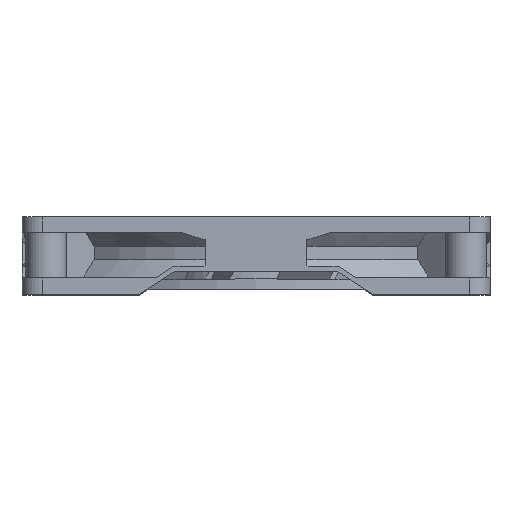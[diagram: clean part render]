
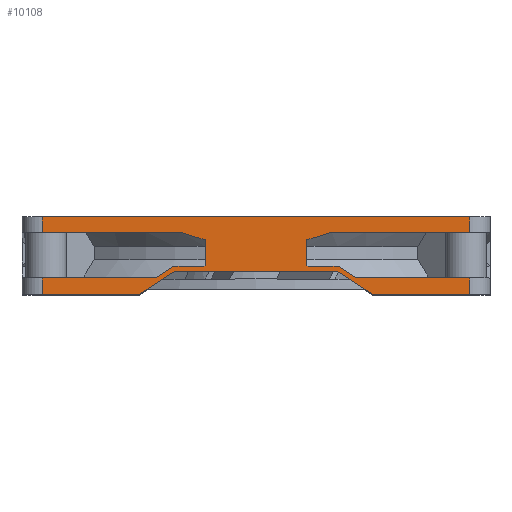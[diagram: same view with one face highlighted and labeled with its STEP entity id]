
A CAD part, top view. The second image highlights one B-rep face of the part: STEP entity #10108.
In plain terms, the highlighted planar face has unit normal (0, 0, 1).
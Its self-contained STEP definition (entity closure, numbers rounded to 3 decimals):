
#971=CARTESIAN_POINT('',(-10.,-1.522,46.));
#999=CARTESIAN_POINT('',(-10.325,-6.7,46.));
#1000=CARTESIAN_POINT('',(-10.289,-6.691,46.));
#1001=CARTESIAN_POINT('',(-10.217,-6.673,46.));
#1002=CARTESIAN_POINT('',(-10.109,-6.646,46.));
#1003=CARTESIAN_POINT('',(-10.036,-6.628,46.));
#1004=CARTESIAN_POINT('',(-10.,-6.619,46.));
#1006=DIRECTION('',(0.,1.,0.));
#1007=VECTOR('',#1006,5.097);
#1008=CARTESIAN_POINT('',(-10.,-6.619,46.));
#1009=LINE('',#1008,#1007);
#1010=CARTESIAN_POINT('',(-10.,-1.522,46.));
#1011=CARTESIAN_POINT('',(-10.557,-1.382,46.));
#1012=CARTESIAN_POINT('',(-11.662,-1.08,46.));
#1013=CARTESIAN_POINT('',(-13.293,-0.571,46.));
#1014=CARTESIAN_POINT('',(-14.367,-0.196,46.));
#1015=CARTESIAN_POINT('',(-14.901,0.,46.));
#1017=DIRECTION('',(-1.,0.,0.));
#1018=VECTOR('',#1017,27.099);
#1019=CARTESIAN_POINT('',(-14.901,0.,46.));
#1020=LINE('',#1019,#1018);
#1021=DIRECTION('',(1.,0.,0.));
#1022=VECTOR('',#1021,84.);
#1023=CARTESIAN_POINT('',(-42.,3.,46.));
#1024=LINE('',#1023,#1022);
#1025=DIRECTION('',(0.841,-0.541,0.));
#1026=VECTOR('',#1025,4.253);
#1027=CARTESIAN_POINT('',(16.136,-6.7,46.));
#1028=LINE('',#1027,#1026);
#1029=DIRECTION('',(-0.841,0.541,0.));
#1030=VECTOR('',#1029,8.322);
#1031=CARTESIAN_POINT('',(23.,-12.2,46.));
#1032=LINE('',#1031,#1030);
#1033=DIRECTION('',(-0.841,-0.541,0.));
#1034=VECTOR('',#1033,8.322);
#1035=CARTESIAN_POINT('',(-16.,-7.7,46.));
#1036=LINE('',#1035,#1034);
#1037=DIRECTION('',(0.841,0.541,0.));
#1038=VECTOR('',#1037,4.253);
#1039=CARTESIAN_POINT('',(-19.714,-9.,46.));
#1040=LINE('',#1039,#1038);
#1041=DIRECTION('',(0.,-1.,0.));
#1042=VECTOR('',#1041,3.);
#1043=CARTESIAN_POINT('',(-42.,3.,46.));
#1044=LINE('',#1043,#1042);
#2718=DIRECTION('',(1.,0.,0.));
#2719=VECTOR('',#2718,32.);
#2720=CARTESIAN_POINT('',(-16.,-7.7,46.));
#2721=LINE('',#2720,#2719);
#2823=DIRECTION('',(1.,0.,0.));
#2824=VECTOR('',#2823,19.);
#2825=CARTESIAN_POINT('',(-42.,-12.2,46.));
#2826=LINE('',#2825,#2824);
#2862=DIRECTION('',(-1.,0.,0.));
#2863=VECTOR('',#2862,22.286);
#2864=CARTESIAN_POINT('',(-19.714,-9.,46.));
#2865=LINE('',#2864,#2863);
#2940=DIRECTION('',(-1.,0.,0.));
#2941=VECTOR('',#2940,5.811);
#2942=CARTESIAN_POINT('',(-10.325,-6.7,46.));
#2943=LINE('',#2942,#2941);
#2948=DIRECTION('',(0.,-1.,0.));
#2949=VECTOR('',#2948,3.2);
#2950=CARTESIAN_POINT('',(-42.,-9.,46.));
#2951=LINE('',#2950,#2949);
#3067=DIRECTION('',(1.,0.,0.));
#3068=VECTOR('',#3067,19.);
#3069=CARTESIAN_POINT('',(23.,-12.2,46.));
#3070=LINE('',#3069,#3068);
#3086=DIRECTION('',(0.,1.,0.));
#3087=VECTOR('',#3086,3.2);
#3088=CARTESIAN_POINT('',(42.,-12.2,46.));
#3089=LINE('',#3088,#3087);
#3114=DIRECTION('',(-1.,0.,0.));
#3115=VECTOR('',#3114,22.286);
#3116=CARTESIAN_POINT('',(42.,-9.,46.));
#3117=LINE('',#3116,#3115);
#3144=DIRECTION('',(1.,0.,0.));
#3145=VECTOR('',#3144,27.099);
#3146=CARTESIAN_POINT('',(14.901,0.,46.));
#3147=LINE('',#3146,#3145);
#3190=CARTESIAN_POINT('',(10.325,-6.7,46.));
#3191=CARTESIAN_POINT('',(10.289,-6.691,46.));
#3192=CARTESIAN_POINT('',(10.217,-6.673,46.));
#3193=CARTESIAN_POINT('',(10.109,-6.646,46.));
#3194=CARTESIAN_POINT('',(10.036,-6.628,46.));
#3195=CARTESIAN_POINT('',(10.,-6.619,46.));
#3197=DIRECTION('',(0.,1.,0.));
#3198=VECTOR('',#3197,5.097);
#3199=CARTESIAN_POINT('',(10.,-6.619,46.));
#3200=LINE('',#3199,#3198);
#3208=CARTESIAN_POINT('',(10.,-1.522,46.));
#3209=CARTESIAN_POINT('',(10.532,-1.388,46.));
#3210=CARTESIAN_POINT('',(11.604,-1.096,46.));
#3211=CARTESIAN_POINT('',(13.238,-0.589,46.));
#3212=CARTESIAN_POINT('',(14.344,-0.204,46.));
#3213=CARTESIAN_POINT('',(14.901,0.,46.));
#3258=DIRECTION('',(-1.,0.,0.));
#3259=VECTOR('',#3258,5.811);
#3260=CARTESIAN_POINT('',(16.136,-6.7,46.));
#3261=LINE('',#3260,#3259);
#3262=DIRECTION('',(0.,1.,0.));
#3263=VECTOR('',#3262,3.);
#3264=CARTESIAN_POINT('',(42.,0.,46.));
#3265=LINE('',#3264,#3263);
#7137=CARTESIAN_POINT('',(42.,3.,46.));
#7138=VERTEX_POINT('',#7137);
#7139=CARTESIAN_POINT('',(-42.,3.,46.));
#7140=VERTEX_POINT('',#7139);
#7351=CARTESIAN_POINT('',(-42.,0.,46.));
#7352=VERTEX_POINT('',#7351);
#7353=CARTESIAN_POINT('',(-14.901,0.,46.));
#7354=VERTEX_POINT('',#7353);
#7361=VERTEX_POINT('',#971);
#7365=CARTESIAN_POINT('',(-10.,-6.619,46.));
#7366=VERTEX_POINT('',#7365);
#7370=VERTEX_POINT('',#999);
#7371=VERTEX_POINT('',#3190);
#7372=VERTEX_POINT('',#3195);
#7373=CARTESIAN_POINT('',(16.136,-6.7,46.));
#7374=CARTESIAN_POINT('',(19.714,-9.,46.));
#7375=VERTEX_POINT('',#7373);
#7376=VERTEX_POINT('',#7374);
#7377=CARTESIAN_POINT('',(23.,-12.2,46.));
#7378=CARTESIAN_POINT('',(16.,-7.7,46.));
#7379=VERTEX_POINT('',#7377);
#7380=VERTEX_POINT('',#7378);
#7381=CARTESIAN_POINT('',(-16.,-7.7,46.));
#7382=VERTEX_POINT('',#7381);
#7383=CARTESIAN_POINT('',(-23.,-12.2,46.));
#7384=VERTEX_POINT('',#7383);
#7385=CARTESIAN_POINT('',(-19.714,-9.,46.));
#7386=CARTESIAN_POINT('',(-16.136,-6.7,46.));
#7387=VERTEX_POINT('',#7385);
#7388=VERTEX_POINT('',#7386);
#7944=CARTESIAN_POINT('',(-42.,-12.2,46.));
#7945=VERTEX_POINT('',#7944);
#7960=CARTESIAN_POINT('',(-42.,-9.,46.));
#7961=VERTEX_POINT('',#7960);
#7986=CARTESIAN_POINT('',(42.,-12.2,46.));
#7987=VERTEX_POINT('',#7986);
#7996=CARTESIAN_POINT('',(42.,-9.,46.));
#7997=VERTEX_POINT('',#7996);
#8026=CARTESIAN_POINT('',(14.901,0.,46.));
#8027=VERTEX_POINT('',#8026);
#8028=CARTESIAN_POINT('',(42.,0.,46.));
#8029=VERTEX_POINT('',#8028);
#8045=CARTESIAN_POINT('',(10.,-1.522,46.));
#8046=VERTEX_POINT('',#8045);
#10058=CARTESIAN_POINT('',(0.,-4.6,46.));
#10059=DIRECTION('',(0.,0.,1.));
#10060=DIRECTION('',(1.,0.,0.));
#10061=AXIS2_PLACEMENT_3D('',#10058,#10059,#10060);
#10062=PLANE('',#10061);
#10063=ORIENTED_EDGE('',*,*,#10044,.T.);
#10064=ORIENTED_EDGE('',*,*,#10033,.T.);
#10065=ORIENTED_EDGE('',*,*,#10018,.T.);
#10066=ORIENTED_EDGE('',*,*,#9965,.T.);
#10068=ORIENTED_EDGE('',*,*,#10067,.F.);
#10069=ORIENTED_EDGE('',*,*,#9383,.T.);
#10071=ORIENTED_EDGE('',*,*,#10070,.F.);
#10073=ORIENTED_EDGE('',*,*,#10072,.F.);
#10075=ORIENTED_EDGE('',*,*,#10074,.F.);
#10077=ORIENTED_EDGE('',*,*,#10076,.F.);
#10079=ORIENTED_EDGE('',*,*,#10078,.F.);
#10081=ORIENTED_EDGE('',*,*,#10080,.F.);
#10083=ORIENTED_EDGE('',*,*,#10082,.T.);
#10085=ORIENTED_EDGE('',*,*,#10084,.F.);
#10087=ORIENTED_EDGE('',*,*,#10086,.F.);
#10089=ORIENTED_EDGE('',*,*,#10088,.F.);
#10091=ORIENTED_EDGE('',*,*,#10090,.T.);
#10093=ORIENTED_EDGE('',*,*,#10092,.F.);
#10095=ORIENTED_EDGE('',*,*,#10094,.T.);
#10097=ORIENTED_EDGE('',*,*,#10096,.F.);
#10099=ORIENTED_EDGE('',*,*,#10098,.F.);
#10101=ORIENTED_EDGE('',*,*,#10100,.F.);
#10103=ORIENTED_EDGE('',*,*,#10102,.T.);
#10105=ORIENTED_EDGE('',*,*,#10104,.F.);
#10106=EDGE_LOOP('',(#10063,#10064,#10065,#10066,#10068,#10069,#10071,#10073,
#10075,#10077,#10079,#10081,#10083,#10085,#10087,#10089,#10091,#10093,#10095,
#10097,#10099,#10101,#10103,#10105));
#10107=FACE_OUTER_BOUND('',#10106,.F.);
#10108=ADVANCED_FACE('',(#10107),#10062,.T.);
#1005=B_SPLINE_CURVE_WITH_KNOTS('',3,(#999,#1000,#1001,#1002,#1003,#1004),
.UNSPECIFIED.,.F.,.F.,(4,1,1,4),(0.,0.333,0.667,1.),
.UNSPECIFIED.);
#1016=B_SPLINE_CURVE_WITH_KNOTS('',3,(#1010,#1011,#1012,#1013,#1014,#1015),
.UNSPECIFIED.,.F.,.F.,(4,1,1,4),(0.,0.333,0.667,1.),
.UNSPECIFIED.);
#3196=B_SPLINE_CURVE_WITH_KNOTS('',3,(#3190,#3191,#3192,#3193,#3194,#3195),
.UNSPECIFIED.,.F.,.F.,(4,1,1,4),(0.,0.333,0.667,1.),
.UNSPECIFIED.);
#3214=B_SPLINE_CURVE_WITH_KNOTS('',3,(#3208,#3209,#3210,#3211,#3212,#3213),
.UNSPECIFIED.,.F.,.F.,(4,1,1,4),(0.,0.333,0.667,1.),
.UNSPECIFIED.);
#9383=EDGE_CURVE('',#7140,#7138,#1024,.T.);
#9965=EDGE_CURVE('',#7354,#7352,#1020,.T.);
#10018=EDGE_CURVE('',#7361,#7354,#1016,.T.);
#10033=EDGE_CURVE('',#7366,#7361,#1009,.T.);
#10044=EDGE_CURVE('',#7370,#7366,#1005,.T.);
#10067=EDGE_CURVE('',#7140,#7352,#1044,.T.);
#10070=EDGE_CURVE('',#8029,#7138,#3265,.T.);
#10072=EDGE_CURVE('',#8027,#8029,#3147,.T.);
#10074=EDGE_CURVE('',#8046,#8027,#3214,.T.);
#10076=EDGE_CURVE('',#7372,#8046,#3200,.T.);
#10078=EDGE_CURVE('',#7371,#7372,#3196,.T.);
#10080=EDGE_CURVE('',#7375,#7371,#3261,.T.);
#10082=EDGE_CURVE('',#7375,#7376,#1028,.T.);
#10084=EDGE_CURVE('',#7997,#7376,#3117,.T.);
#10086=EDGE_CURVE('',#7987,#7997,#3089,.T.);
#10088=EDGE_CURVE('',#7379,#7987,#3070,.T.);
#10090=EDGE_CURVE('',#7379,#7380,#1032,.T.);
#10092=EDGE_CURVE('',#7382,#7380,#2721,.T.);
#10094=EDGE_CURVE('',#7382,#7384,#1036,.T.);
#10096=EDGE_CURVE('',#7945,#7384,#2826,.T.);
#10098=EDGE_CURVE('',#7961,#7945,#2951,.T.);
#10100=EDGE_CURVE('',#7387,#7961,#2865,.T.);
#10102=EDGE_CURVE('',#7387,#7388,#1040,.T.);
#10104=EDGE_CURVE('',#7370,#7388,#2943,.T.);
